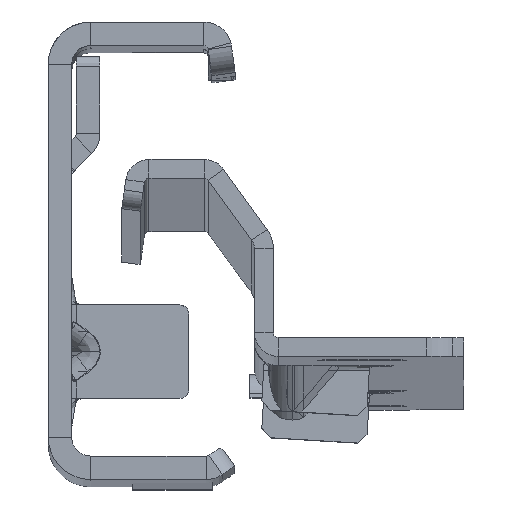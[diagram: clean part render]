
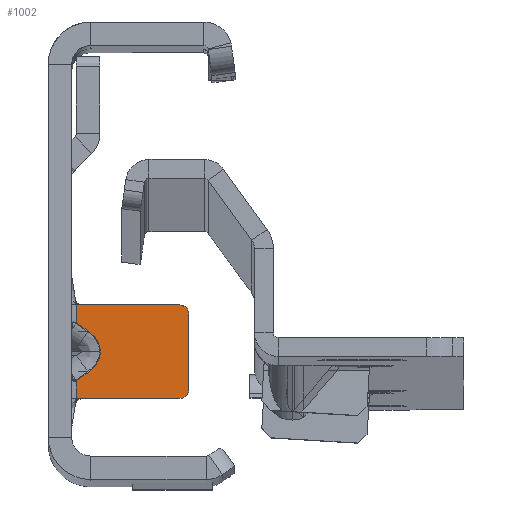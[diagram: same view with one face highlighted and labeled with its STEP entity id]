
A CAD part, top view. The second image highlights one B-rep face of the part: STEP entity #1002.
In plain terms, the highlighted planar face has unit normal (0, 0, 1).
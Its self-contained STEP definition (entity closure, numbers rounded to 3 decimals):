
#302 = EDGE_CURVE ( 'NONE', #12265, #12314, #9605, .T. ) ;
#409 = VERTEX_POINT ( 'NONE', #800 ) ;
#449 = ORIENTED_EDGE ( 'NONE', *, *, #2018, .F. ) ;
#588 = LINE ( 'NONE', #11091, #12166 ) ;
#756 = DIRECTION ( 'NONE',  ( -1., 0., 0. ) ) ;
#800 = CARTESIAN_POINT ( 'NONE',  ( 1.757, -11.792, -441.5 ) ) ;
#1002 = ADVANCED_FACE ( 'NONE', ( #15166 ), #8016, .F. ) ;
#1073 = CARTESIAN_POINT ( 'NONE',  ( 3.573, -8.692, -441.5 ) ) ;
#1088 = DIRECTION ( 'NONE',  ( 0., 1., 0. ) ) ;
#1456 = CARTESIAN_POINT ( 'NONE',  ( 12.5, -5.6, -441.5 ) ) ;
#1576 = EDGE_CURVE ( 'NONE', #12351, #12265, #6875, .T. ) ;
#1694 = DIRECTION ( 'NONE',  ( 0., -1., 0. ) ) ;
#1846 = LINE ( 'NONE', #3028, #2613 ) ;
#1890 = ORIENTED_EDGE ( 'NONE', *, *, #3615, .T. ) ;
#2018 = EDGE_CURVE ( 'NONE', #12317, #11596, #6232, .T. ) ;
#2053 = ORIENTED_EDGE ( 'NONE', *, *, #4319, .F. ) ;
#2102 = CARTESIAN_POINT ( 'NONE',  ( 0.5, -14.6, -441.5 ) ) ;
#2196 = VERTEX_POINT ( 'NONE', #2102 ) ;
#2418 = VECTOR ( 'NONE', #15287, 1000. ) ;
#2564 = VECTOR ( 'NONE', #7932, 1000. ) ;
#2613 = VECTOR ( 'NONE', #756, 1000. ) ;
#2701 = VECTOR ( 'NONE', #6073, 1000. ) ;
#3028 = CARTESIAN_POINT ( 'NONE',  ( -1.826, -4.6, -441.5 ) ) ;
#3391 = CARTESIAN_POINT ( 'NONE',  ( 0.5, -4.6, -441.5 ) ) ;
#3456 = ORIENTED_EDGE ( 'NONE', *, *, #7973, .T. ) ;
#3550 = DIRECTION ( 'NONE',  ( 0., 1., 0. ) ) ;
#3556 = CARTESIAN_POINT ( 'NONE',  ( -1.826, -4.6, -441.5 ) ) ;
#3576 = LINE ( 'NONE', #14540, #8556 ) ;
#3615 = EDGE_CURVE ( 'NONE', #12896, #13453, #3689, .T. ) ;
#3689 = LINE ( 'NONE', #10918, #7935 ) ;
#3707 = CARTESIAN_POINT ( 'NONE',  ( 11.5, -13.6, -441.5 ) ) ;
#3798 = VERTEX_POINT ( 'NONE', #8312 ) ;
#4319 = EDGE_CURVE ( 'NONE', #2196, #11681, #588, .T. ) ;
#4370 = ORIENTED_EDGE ( 'NONE', *, *, #9768, .T. ) ;
#4446 = EDGE_CURVE ( 'NONE', #11681, #409, #12663, .T. ) ;
#4523 = DIRECTION ( 'NONE',  ( 0., 0., -1. ) ) ;
#4555 = DIRECTION ( 'NONE',  ( 0.816, 0.577, 0. ) ) ;
#4885 = CARTESIAN_POINT ( 'NONE',  ( 0.708, -14.6, -441.5 ) ) ;
#4959 = CARTESIAN_POINT ( 'NONE',  ( 0.5, -6.519, -441.5 ) ) ;
#5171 = DIRECTION ( 'NONE',  ( 1., 0., 0. ) ) ;
#5242 = LINE ( 'NONE', #6331, #13734 ) ;
#5313 =( BOUNDED_CURVE ( )  B_SPLINE_CURVE ( 3, ( #11673, #11746, #1073, #10557 ),
 .UNSPECIFIED., .F., .F. ) 
 B_SPLINE_CURVE_WITH_KNOTS ( ( 4, 4 ),
 ( 2.356, 3.927 ),
 .UNSPECIFIED. ) 
 CURVE ( )  GEOMETRIC_REPRESENTATION_ITEM ( )  RATIONAL_B_SPLINE_CURVE ( ( 1., 0.805, 0.805, 1. ) ) 
 REPRESENTATION_ITEM ( '' )  );
#5486 = CARTESIAN_POINT ( 'NONE',  ( 2.624, -11.179, -441.5 ) ) ;
#5493 = ORIENTED_EDGE ( 'NONE', *, *, #302, .T. ) ;
#5639 = AXIS2_PLACEMENT_3D ( 'NONE', #7601, #12356, #1694 ) ;
#6073 = DIRECTION ( 'NONE',  ( 0., 1., 0. ) ) ;
#6232 = LINE ( 'NONE', #13401, #2701 ) ;
#6331 = CARTESIAN_POINT ( 'NONE',  ( -1.826, -14.6, -441.5 ) ) ;
#6604 = CARTESIAN_POINT ( 'NONE',  ( 1.367, -7.131, -441.5 ) ) ;
#6875 = CIRCLE ( 'NONE', #5639, 1. ) ;
#7000 = ORIENTED_EDGE ( 'NONE', *, *, #8023, .T. ) ;
#7418 = EDGE_CURVE ( 'NONE', #3798, #12317, #10336, .T. ) ;
#7601 = CARTESIAN_POINT ( 'NONE',  ( 11.5, -5.6, -441.5 ) ) ;
#7932 = DIRECTION ( 'NONE',  ( -0.816, 0.577, 0. ) ) ;
#7935 = VECTOR ( 'NONE', #9433, 1000. ) ;
#7973 = EDGE_CURVE ( 'NONE', #13453, #8253, #13995, .T. ) ;
#8016 = PLANE ( 'NONE',  #15066 ) ;
#8023 = EDGE_CURVE ( 'NONE', #2196, #12896, #5242, .T. ) ;
#8197 = ORIENTED_EDGE ( 'NONE', *, *, #1576, .T. ) ;
#8253 = VERTEX_POINT ( 'NONE', #10099 ) ;
#8312 = CARTESIAN_POINT ( 'NONE',  ( 1.757, -7.408, -441.5 ) ) ;
#8317 = ORIENTED_EDGE ( 'NONE', *, *, #7418, .F. ) ;
#8459 = CARTESIAN_POINT ( 'NONE',  ( 0.708, -4.6, -441.5 ) ) ;
#8556 = VECTOR ( 'NONE', #14243, 1000. ) ;
#8590 = DIRECTION ( 'NONE',  ( 0., 0., 1. ) ) ;
#8603 = CARTESIAN_POINT ( 'NONE',  ( 11.5, -4.6, -441.5 ) ) ;
#8909 = VECTOR ( 'NONE', #4555, 1000. ) ;
#9276 = ORIENTED_EDGE ( 'NONE', *, *, #11077, .T. ) ;
#9433 = DIRECTION ( 'NONE',  ( 1., 0., 0. ) ) ;
#9437 = CARTESIAN_POINT ( 'NONE',  ( 0.5, -12.681, -441.5 ) ) ;
#9605 = LINE ( 'NONE', #3556, #2418 ) ;
#9768 = EDGE_CURVE ( 'NONE', #12314, #11596, #1846, .T. ) ;
#10099 = CARTESIAN_POINT ( 'NONE',  ( 12.5, -13.6, -441.5 ) ) ;
#10142 = DIRECTION ( 'NONE',  ( 0., 1., 0. ) ) ;
#10167 = ORIENTED_EDGE ( 'NONE', *, *, #11011, .F. ) ;
#10236 = AXIS2_PLACEMENT_3D ( 'NONE', #3707, #8590, #3550 ) ;
#10336 = LINE ( 'NONE', #6604, #2564 ) ;
#10557 = CARTESIAN_POINT ( 'NONE',  ( 1.757, -7.408, -441.5 ) ) ;
#10918 = CARTESIAN_POINT ( 'NONE',  ( -1.826, -14.6, -441.5 ) ) ;
#11011 = EDGE_CURVE ( 'NONE', #409, #3798, #5313, .T. ) ;
#11077 = EDGE_CURVE ( 'NONE', #8253, #12351, #3576, .T. ) ;
#11091 = CARTESIAN_POINT ( 'NONE',  ( 0.5, 22.3, -441.5 ) ) ;
#11596 = VERTEX_POINT ( 'NONE', #3391 ) ;
#11673 = CARTESIAN_POINT ( 'NONE',  ( 1.757, -11.792, -441.5 ) ) ;
#11681 = VERTEX_POINT ( 'NONE', #9437 ) ;
#11695 = EDGE_LOOP ( 'NONE', ( #8317, #10167, #15020, #2053, #7000, #1890, #3456, #9276, #8197, #5493, #4370, #449 ) ) ;
#11746 = CARTESIAN_POINT ( 'NONE',  ( 3.573, -10.508, -441.5 ) ) ;
#11760 = CARTESIAN_POINT ( 'NONE',  ( -7.326, 22.3, -441.5 ) ) ;
#12166 = VECTOR ( 'NONE', #10142, 1000. ) ;
#12265 = VERTEX_POINT ( 'NONE', #8603 ) ;
#12314 = VERTEX_POINT ( 'NONE', #8459 ) ;
#12317 = VERTEX_POINT ( 'NONE', #4959 ) ;
#12351 = VERTEX_POINT ( 'NONE', #1456 ) ;
#12356 = DIRECTION ( 'NONE',  ( 0., 0., 1. ) ) ;
#12663 = LINE ( 'NONE', #5486, #8909 ) ;
#12896 = VERTEX_POINT ( 'NONE', #4885 ) ;
#13401 = CARTESIAN_POINT ( 'NONE',  ( 0.5, 22.3, -441.5 ) ) ;
#13453 = VERTEX_POINT ( 'NONE', #13544 ) ;
#13544 = CARTESIAN_POINT ( 'NONE',  ( 11.5, -14.6, -441.5 ) ) ;
#13734 = VECTOR ( 'NONE', #5171, 1000. ) ;
#13995 = CIRCLE ( 'NONE', #10236, 1. ) ;
#14243 = DIRECTION ( 'NONE',  ( 0., 1., 0. ) ) ;
#14540 = CARTESIAN_POINT ( 'NONE',  ( 12.5, -5.6, -441.5 ) ) ;
#15020 = ORIENTED_EDGE ( 'NONE', *, *, #4446, .F. ) ;
#15066 = AXIS2_PLACEMENT_3D ( 'NONE', #11760, #4523, #1088 ) ;
#15166 = FACE_OUTER_BOUND ( 'NONE', #11695, .T. ) ;
#15287 = DIRECTION ( 'NONE',  ( -1., 0., 0. ) ) ;
